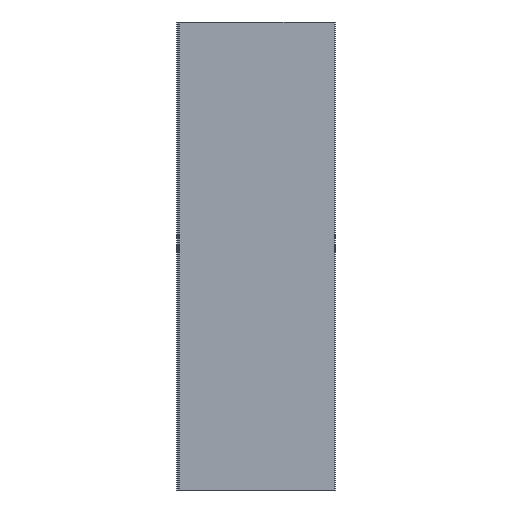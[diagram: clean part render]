
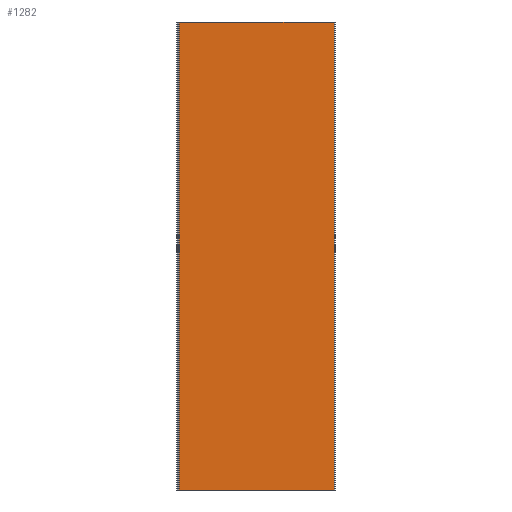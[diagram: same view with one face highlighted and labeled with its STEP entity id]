
A CAD part, front view. The second image highlights one B-rep face of the part: STEP entity #1282.
In plain terms, the highlighted planar face has unit normal (0, -1, 0).
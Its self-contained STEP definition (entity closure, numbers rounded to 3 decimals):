
#27=PLANE('',#1371);
#69=FACE_OUTER_BOUND('',#136,.T.);
#136=EDGE_LOOP('',(#899,#900,#901,#902));
#223=LINE('',#1957,#354);
#225=LINE('',#1963,#356);
#226=LINE('',#1965,#357);
#227=LINE('',#1966,#358);
#354=VECTOR('',#1556,10.);
#356=VECTOR('',#1562,10.);
#357=VECTOR('',#1563,10.);
#358=VECTOR('',#1564,10.);
#553=VERTEX_POINT('',#1954);
#554=VERTEX_POINT('',#1956);
#556=VERTEX_POINT('',#1962);
#557=VERTEX_POINT('',#1964);
#692=EDGE_CURVE('',#553,#554,#223,.T.);
#695=EDGE_CURVE('',#553,#556,#225,.T.);
#696=EDGE_CURVE('',#556,#557,#226,.T.);
#697=EDGE_CURVE('',#554,#557,#227,.T.);
#899=ORIENTED_EDGE('',*,*,#695,.T.);
#900=ORIENTED_EDGE('',*,*,#696,.T.);
#901=ORIENTED_EDGE('',*,*,#697,.F.);
#902=ORIENTED_EDGE('',*,*,#692,.F.);
#1282=ADVANCED_FACE('',(#69),#27,.T.);
#1371=AXIS2_PLACEMENT_3D('',#1961,#1560,#1561);
#1556=DIRECTION('',(0.,0.,-1.));
#1560=DIRECTION('center_axis',(0.,-1.,0.));
#1561=DIRECTION('ref_axis',(1.,0.,0.));
#1562=DIRECTION('',(-1.,0.,0.));
#1563=DIRECTION('',(0.,0.,-1.));
#1564=DIRECTION('',(-1.,0.,0.));
#1954=CARTESIAN_POINT('',(198.78,-39.469,1000.));
#1956=CARTESIAN_POINT('',(198.78,-39.469,0.));
#1957=CARTESIAN_POINT('',(198.78,-39.469,0.));
#1961=CARTESIAN_POINT('Origin',(-132.22,-39.469,0.));
#1962=CARTESIAN_POINT('',(-132.22,-39.469,1000.));
#1963=CARTESIAN_POINT('',(-50.37,-39.469,1000.));
#1964=CARTESIAN_POINT('',(-132.22,-39.469,0.));
#1965=CARTESIAN_POINT('',(-132.22,-39.469,0.));
#1966=CARTESIAN_POINT('',(-50.37,-39.469,0.));
